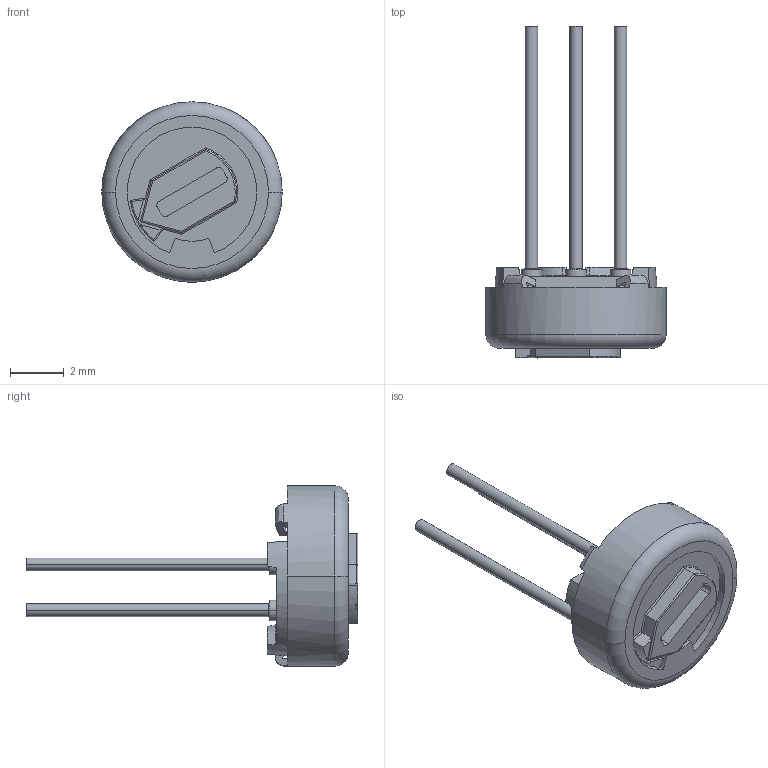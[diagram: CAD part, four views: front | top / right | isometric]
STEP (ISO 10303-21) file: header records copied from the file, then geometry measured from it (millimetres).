
FILE_DESCRIPTION((''),'2;1');
FILE_NAME('82P_SW0002','2012-02-21T',('bmozley'),(''),'PRO/ENGINEER BY PARAMETRIC TECHNOLOGY CORPORATION, 2011370','PRO/ENGINEER BY PARAMETRIC TECHNOLOGY CORPORATION, 2011370','');
FILE_SCHEMA(('CONFIG_CONTROL_DESIGN'));
Length unit declared in the file: inch
Products named in the file (1): 82P_SW0002
Bounding box: 6.68 x 12.29 x 6.68 mm (x, y, z)
Volume: 91.3 mm3; surface area: 192.4 mm2
Topology: 1 solids, 1 shells, 141 faces, 370 edges, 233 vertices
Faces by surface type: plane 69, cylinder 43, torus 13, cone 10, bspline 6
Entity records: 4924 total; most frequent: CARTESIAN_POINT 1501, ORIENTED_EDGE 728, DIRECTION 680, EDGE_CURVE 364, AXIS2_PLACEMENT_3D 256, VERTEX_POINT 233, VECTOR 168, LINE 168
